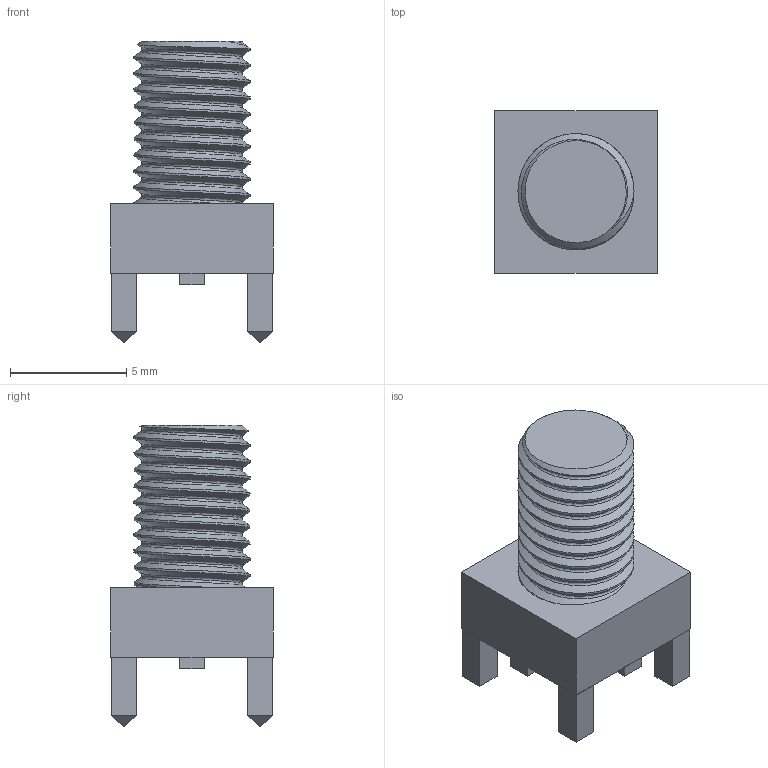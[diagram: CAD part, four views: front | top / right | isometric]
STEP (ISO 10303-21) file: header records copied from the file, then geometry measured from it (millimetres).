
FILE_DESCRIPTION(/* description */ (''),/* implementation_level */ '2;1');
FILE_NAME(/* name */ 'Wurth 74651175.step',/* time_stamp */ '2022-08-06T00:13:29+01:00',/* author */ (''),/* organization */ (''),/* preprocessor_version */ 'ST-DEVELOPER v19',/* originating_system */ 'Autodesk Translation Framework v11.7.0.108',/* authorisation */ '');
FILE_SCHEMA (('AUTOMOTIVE_DESIGN { 1 0 10303 214 3 1 1 }'));
Length unit declared in the file: millimetre
Products named in the file (1): Wurth 74651175
Bounding box: 7 x 7 x 13 mm (x, y, z)
Volume: 280.9 mm3; surface area: 385 mm2
Topology: 1 solids, 1 shells, 84 faces, 200 edges, 128 vertices
Faces by surface type: plane 68, cylinder 11, bspline 4, cone 1
Full cylindrical faces by diameter (mm): 5 x9
Entity records: 4972 total; most frequent: CARTESIAN_POINT 3075, ORIENTED_EDGE 400, DIRECTION 330, EDGE_CURVE 200, LINE 162, VECTOR 162, VERTEX_POINT 128, EDGE_LOOP 94
